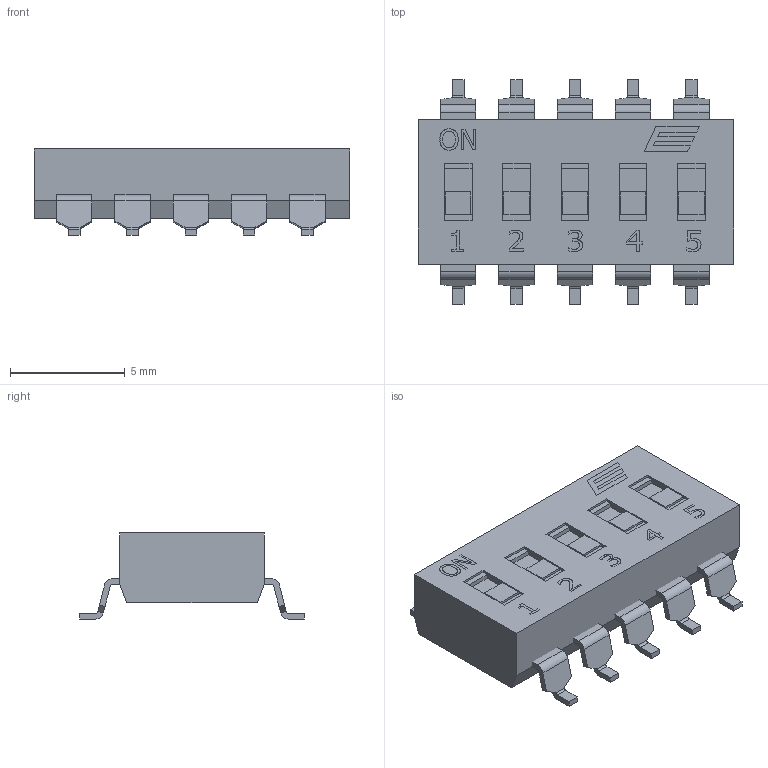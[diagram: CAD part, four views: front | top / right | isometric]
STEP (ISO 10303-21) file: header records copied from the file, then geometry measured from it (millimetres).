
FILE_DESCRIPTION(/* description */ (''),/* implementation_level */ '2;1');
FILE_NAME(/* name */ 'KAE05SGGx.stp',/* time_stamp */ '2022-12-01T08:42:32-06:00',/* author */ ('mwilliams'),/* organization */ (''),/* preprocessor_version */ 'ST-DEVELOPER v18',/* originating_system */ 'Autodesk Inventor 2020',/* authorisation */ '');
FILE_SCHEMA (('AUTOMOTIVE_DESIGN { 1 0 10303 214 3 1 1 }'));
Length unit declared in the file: inch
Products named in the file (1): N800605_Shrinkwrap_1
Bounding box: 13.74 x 9.8 x 3.75 mm (x, y, z)
Volume: 278.4 mm3; surface area: 511.8 mm2
Topology: 16 solids, 16 shells, 398 faces, 1013 edges, 662 vertices
Faces by surface type: plane 300, bspline 58, cylinder 40
Entity records: 12780 total; most frequent: CARTESIAN_POINT 3012, ORIENTED_EDGE 2026, DIRECTION 1659, EDGE_CURVE 1013, LINE 817, VECTOR 817, VERTEX_POINT 662, AXIS2_PLACEMENT_3D 421
